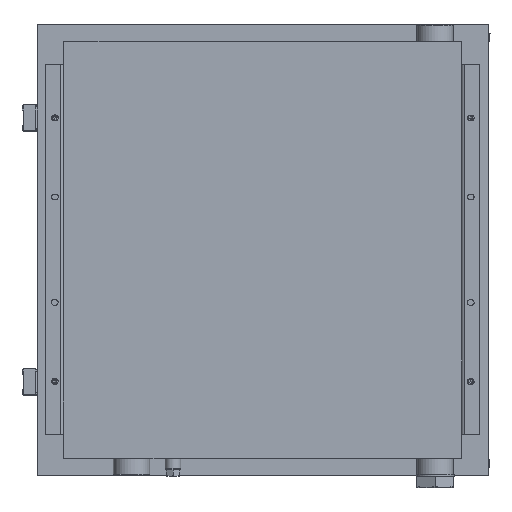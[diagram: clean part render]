
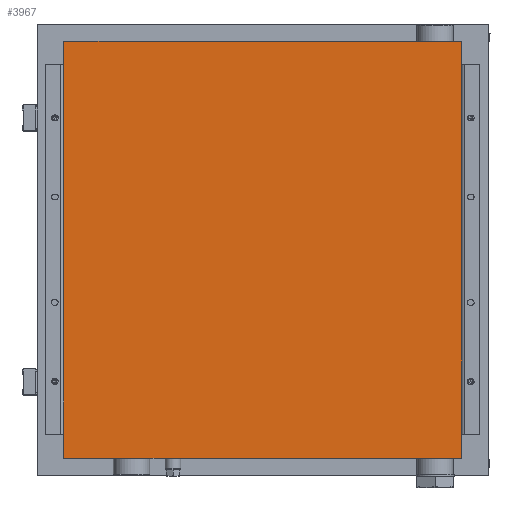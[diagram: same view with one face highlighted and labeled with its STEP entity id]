
A CAD part, top view. The second image highlights one B-rep face of the part: STEP entity #3967.
In plain terms, the highlighted planar face has unit normal (0, 0, 1).
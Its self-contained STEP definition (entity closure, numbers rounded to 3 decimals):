
#3928=CARTESIAN_POINT('',(-15.693,1.096,-0.65));
#3929=DIRECTION('',(0.0,0.0,1.0));
#3930=DIRECTION('',(-1.,0.,0.0));
#3931=AXIS2_PLACEMENT_3D('',#3928,#3929,#3930);
#3932=PLANE('',#3931);
#3933=CARTESIAN_POINT('',(-398.096,402.188,-0.65));
#3934=VERTEX_POINT('',#3933);
#3935=CARTESIAN_POINT('',(-398.289,-399.812,-0.65));
#3936=VERTEX_POINT('',#3935);
#3937=CARTESIAN_POINT('',(-398.096,402.188,-0.65));
#3938=DIRECTION('',(0.,-1.,0.));
#3939=VECTOR('',#3938,802.0);
#3940=LINE('',#3937,#3939);
#3941=EDGE_CURVE('',#3934,#3936,#3940,.T.);
#3942=ORIENTED_EDGE('',*,*,#3941,.T.);
#3943=CARTESIAN_POINT('',(366.711,-399.996,-0.65));
#3944=VERTEX_POINT('',#3943);
#3945=CARTESIAN_POINT('',(-398.289,-399.812,-0.65));
#3946=DIRECTION('',(1.,0.,0.));
#3947=VECTOR('',#3946,765.0);
#3948=LINE('',#3945,#3947);
#3949=EDGE_CURVE('',#3936,#3944,#3948,.T.);
#3950=ORIENTED_EDGE('',*,*,#3949,.T.);
#3951=CARTESIAN_POINT('',(366.904,402.004,-0.65));
#3952=VERTEX_POINT('',#3951);
#3953=CARTESIAN_POINT('',(366.711,-399.996,-0.65));
#3954=DIRECTION('',(0.,1.,0.));
#3955=VECTOR('',#3954,802.0);
#3956=LINE('',#3953,#3955);
#3957=EDGE_CURVE('',#3944,#3952,#3956,.T.);
#3958=ORIENTED_EDGE('',*,*,#3957,.T.);
#3959=CARTESIAN_POINT('',(366.904,402.004,-0.65));
#3960=DIRECTION('',(-1.,0.,0.));
#3961=VECTOR('',#3960,765.0);
#3962=LINE('',#3959,#3961);
#3963=EDGE_CURVE('',#3952,#3934,#3962,.T.);
#3964=ORIENTED_EDGE('',*,*,#3963,.T.);
#3965=EDGE_LOOP('',(#3942,#3950,#3958,#3964));
#3966=FACE_OUTER_BOUND('',#3965,.T.);
#3967=ADVANCED_FACE('',(#3966),#3932,.T.);
